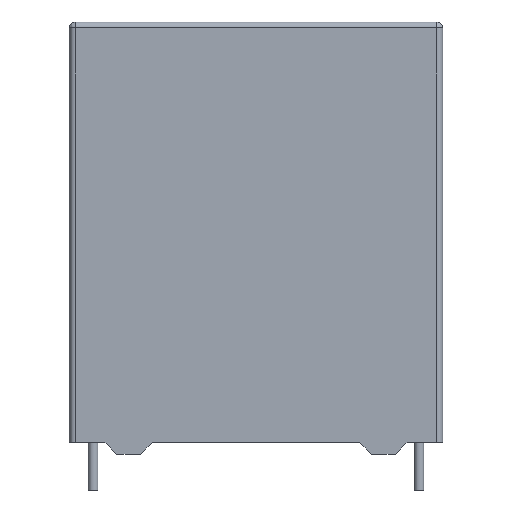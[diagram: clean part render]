
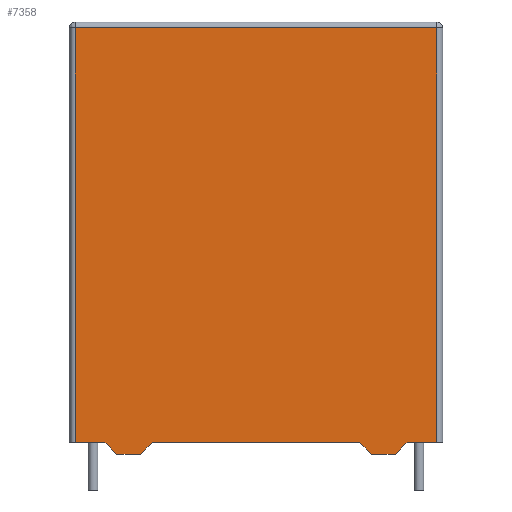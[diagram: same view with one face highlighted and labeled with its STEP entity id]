
A CAD part, front view. The second image highlights one B-rep face of the part: STEP entity #7358.
In plain terms, the highlighted planar face has unit normal (0, -1, 0).
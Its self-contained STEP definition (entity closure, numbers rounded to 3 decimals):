
#3 = DIRECTION ( 'NONE',  ( -1., 0., 0. ) ) ;
#40 = VERTEX_POINT ( 'NONE', #1573 ) ;
#212 = VECTOR ( 'NONE', #219, 1000. ) ;
#219 = DIRECTION ( 'NONE',  ( -0.707, 0., -0.707 ) ) ;
#448 = DIRECTION ( 'NONE',  ( -1., 0., 0. ) ) ;
#489 = VECTOR ( 'NONE', #2480, 1000. ) ;
#628 = ORIENTED_EDGE ( 'NONE', *, *, #2786, .F. ) ;
#775 = CARTESIAN_POINT ( 'NONE',  ( -11.75, -11., 0. ) ) ;
#818 = LINE ( 'NONE', #7549, #212 ) ;
#931 = LINE ( 'NONE', #4788, #3447 ) ;
#1116 = CARTESIAN_POINT ( 'NONE',  ( -15.25, -11., 36.5 ) ) ;
#1143 = DIRECTION ( 'NONE',  ( 1., 0., 0. ) ) ;
#1176 = EDGE_CURVE ( 'NONE', #40, #3638, #7640, .T. ) ;
#1189 = AXIS2_PLACEMENT_3D ( 'NONE', #4140, #3340, #7740 ) ;
#1302 = EDGE_CURVE ( 'NONE', #3684, #9427, #931, .T. ) ;
#1499 = DIRECTION ( 'NONE',  ( -0.707, 0., 0.707 ) ) ;
#1573 = CARTESIAN_POINT ( 'NONE',  ( -8.75, -11., 1. ) ) ;
#1964 = CARTESIAN_POINT ( 'NONE',  ( 8.75, -11., 1. ) ) ;
#2084 = VECTOR ( 'NONE', #448, 1000. ) ;
#2094 = ORIENTED_EDGE ( 'NONE', *, *, #8430, .F. ) ;
#2229 = VECTOR ( 'NONE', #4840, 1000. ) ;
#2480 = DIRECTION ( 'NONE',  ( 1., 0., 0. ) ) ;
#2614 = DIRECTION ( 'NONE',  ( 0., 0., 1. ) ) ;
#2619 = VERTEX_POINT ( 'NONE', #7141 ) ;
#2631 = ORIENTED_EDGE ( 'NONE', *, *, #9185, .F. ) ;
#2786 = EDGE_CURVE ( 'NONE', #40, #2979, #8642, .T. ) ;
#2843 = ORIENTED_EDGE ( 'NONE', *, *, #1176, .T. ) ;
#2979 = VERTEX_POINT ( 'NONE', #3846 ) ;
#3044 = EDGE_CURVE ( 'NONE', #7969, #2619, #818, .T. ) ;
#3124 = LINE ( 'NONE', #5586, #3793 ) ;
#3131 = VECTOR ( 'NONE', #3, 1000. ) ;
#3340 = DIRECTION ( 'NONE',  ( 0., 1., 0. ) ) ;
#3391 = ORIENTED_EDGE ( 'NONE', *, *, #3044, .F. ) ;
#3447 = VECTOR ( 'NONE', #4686, 1000. ) ;
#3464 = CARTESIAN_POINT ( 'NONE',  ( -8.75, -11., 1. ) ) ;
#3495 = EDGE_CURVE ( 'NONE', #7763, #3638, #6090, .T. ) ;
#3613 = EDGE_CURVE ( 'NONE', #2619, #7763, #4798, .T. ) ;
#3627 = CARTESIAN_POINT ( 'NONE',  ( 0., -11., 1. ) ) ;
#3638 = VERTEX_POINT ( 'NONE', #1964 ) ;
#3684 = VERTEX_POINT ( 'NONE', #7430 ) ;
#3785 = ORIENTED_EDGE ( 'NONE', *, *, #4666, .F. ) ;
#3793 = VECTOR ( 'NONE', #7494, 1000. ) ;
#3846 = CARTESIAN_POINT ( 'NONE',  ( -9.75, -11., 0. ) ) ;
#3898 = ORIENTED_EDGE ( 'NONE', *, *, #3495, .F. ) ;
#4121 = VECTOR ( 'NONE', #1499, 1000. ) ;
#4140 = CARTESIAN_POINT ( 'NONE',  ( -15.75, -11., 36.5 ) ) ;
#4149 = ORIENTED_EDGE ( 'NONE', *, *, #9125, .T. ) ;
#4186 = FACE_OUTER_BOUND ( 'NONE', #7704, .T. ) ;
#4336 = DIRECTION ( 'NONE',  ( 1., 0., 0. ) ) ;
#4428 = CARTESIAN_POINT ( 'NONE',  ( 15.25, -11., 1. ) ) ;
#4566 = CARTESIAN_POINT ( 'NONE',  ( 12.75, -11., 1. ) ) ;
#4666 = EDGE_CURVE ( 'NONE', #9427, #7686, #3124, .T. ) ;
#4686 = DIRECTION ( 'NONE',  ( 1., 0., 0. ) ) ;
#4788 = CARTESIAN_POINT ( 'NONE',  ( -15.75, -11., 36. ) ) ;
#4798 = LINE ( 'NONE', #6271, #2084 ) ;
#4840 = DIRECTION ( 'NONE',  ( -0.707, 0., -0.707 ) ) ;
#4915 = VECTOR ( 'NONE', #2614, 1000. ) ;
#5210 = CARTESIAN_POINT ( 'NONE',  ( -15.75, -11., 0. ) ) ;
#5586 = CARTESIAN_POINT ( 'NONE',  ( 15.25, -11., 36.5 ) ) ;
#5757 = VECTOR ( 'NONE', #9029, 1000. ) ;
#5916 = LINE ( 'NONE', #5210, #3131 ) ;
#6090 = LINE ( 'NONE', #7582, #5757 ) ;
#6174 = LINE ( 'NONE', #6855, #489 ) ;
#6227 = VERTEX_POINT ( 'NONE', #8253 ) ;
#6271 = CARTESIAN_POINT ( 'NONE',  ( -15.75, -11., 0. ) ) ;
#6520 = CARTESIAN_POINT ( 'NONE',  ( 9.75, -11., 0. ) ) ;
#6612 = CARTESIAN_POINT ( 'NONE',  ( -12.75, -11., 1. ) ) ;
#6832 = ORIENTED_EDGE ( 'NONE', *, *, #3613, .F. ) ;
#6855 = CARTESIAN_POINT ( 'NONE',  ( 0., -11., 1. ) ) ;
#7141 = CARTESIAN_POINT ( 'NONE',  ( 11.75, -11., 0. ) ) ;
#7150 = ORIENTED_EDGE ( 'NONE', *, *, #1302, .F. ) ;
#7358 = ADVANCED_FACE ( 'NONE', ( #4186 ), #9142, .F. ) ;
#7402 = EDGE_CURVE ( 'NONE', #7969, #7686, #7987, .T. ) ;
#7430 = CARTESIAN_POINT ( 'NONE',  ( -15.25, -11., 36. ) ) ;
#7469 = EDGE_CURVE ( 'NONE', #6227, #9088, #8084, .T. ) ;
#7494 = DIRECTION ( 'NONE',  ( 0., 0., -1. ) ) ;
#7549 = CARTESIAN_POINT ( 'NONE',  ( 12.75, -11., 1. ) ) ;
#7568 = VECTOR ( 'NONE', #1143, 1000. ) ;
#7582 = CARTESIAN_POINT ( 'NONE',  ( 9.75, -11., 0. ) ) ;
#7598 = ORIENTED_EDGE ( 'NONE', *, *, #7469, .F. ) ;
#7640 = LINE ( 'NONE', #7731, #7568 ) ;
#7686 = VERTEX_POINT ( 'NONE', #4428 ) ;
#7704 = EDGE_LOOP ( 'NONE', ( #3898, #6832, #3391, #8744, #3785, #7150, #2094, #4149, #7598, #2631, #628, #2843 ) ) ;
#7731 = CARTESIAN_POINT ( 'NONE',  ( 0., -11., 1. ) ) ;
#7740 = DIRECTION ( 'NONE',  ( 0., 0., 1. ) ) ;
#7763 = VERTEX_POINT ( 'NONE', #6520 ) ;
#7951 = CARTESIAN_POINT ( 'NONE',  ( -15.25, -11., 1. ) ) ;
#7969 = VERTEX_POINT ( 'NONE', #4566 ) ;
#7987 = LINE ( 'NONE', #3627, #8410 ) ;
#8041 = CARTESIAN_POINT ( 'NONE',  ( 15.25, -11., 36. ) ) ;
#8084 = LINE ( 'NONE', #775, #4121 ) ;
#8253 = CARTESIAN_POINT ( 'NONE',  ( -11.75, -11., 0. ) ) ;
#8288 = LINE ( 'NONE', #1116, #4915 ) ;
#8410 = VECTOR ( 'NONE', #4336, 1000. ) ;
#8430 = EDGE_CURVE ( 'NONE', #8463, #3684, #8288, .T. ) ;
#8463 = VERTEX_POINT ( 'NONE', #7951 ) ;
#8642 = LINE ( 'NONE', #3464, #2229 ) ;
#8744 = ORIENTED_EDGE ( 'NONE', *, *, #7402, .T. ) ;
#9029 = DIRECTION ( 'NONE',  ( -0.707, 0., 0.707 ) ) ;
#9088 = VERTEX_POINT ( 'NONE', #6612 ) ;
#9125 = EDGE_CURVE ( 'NONE', #8463, #9088, #6174, .T. ) ;
#9142 = PLANE ( 'NONE',  #1189 ) ;
#9185 = EDGE_CURVE ( 'NONE', #2979, #6227, #5916, .T. ) ;
#9427 = VERTEX_POINT ( 'NONE', #8041 ) ;
